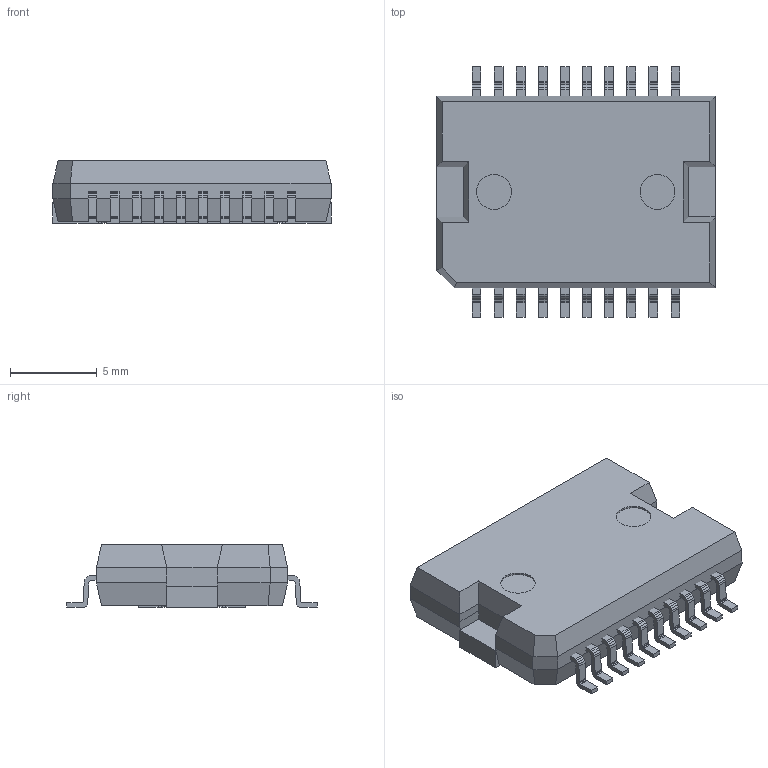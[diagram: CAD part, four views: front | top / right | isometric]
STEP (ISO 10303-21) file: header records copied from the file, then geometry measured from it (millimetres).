
FILE_DESCRIPTION (( 'STEP AP214' ), '1' );
FILE_NAME ('User Library-PowerSO20.STEP', '2012-09-25T06:59:13', ( 'sysAdmin' ), ( 'SolidWorks' ), 'SwSTEP 2.0', 'SolidWorks 2012', '' );
FILE_SCHEMA (( 'AUTOMOTIVE_DESIGN' ));
Length unit declared in the file: millimetre
Products named in the file (3): User Library-PowerSO20_Fusion_(Solid); User Library-PowerSO20_Fusion001_(Solid); User Library-PowerSO20
Assembly tree (2 placements, depth 2):
  User Library-PowerSO20
    User Library-PowerSO20_Fusion_(Solid)
    User Library-PowerSO20_Fusion001_(Solid)
Bounding box: 16 x 14.4 x 3.6 mm (x, y, z)
Volume: 568.2 mm3; surface area: 878.3 mm2
Topology: 22 solids, 22 shells, 591 faces, 1617 edges, 1072 vertices
Faces by surface type: plane 587, cylinder 4
Entity records: 25088 total; most frequent: CARTESIAN_POINT 3291, ORIENTED_EDGE 3234, DIRECTION 2815, EDGE_CURVE 1617, LINE 1607, VECTOR 1607, VERTEX_POINT 1072, UNCERTAINTY_MEASURE_WITH_UNIT 618
